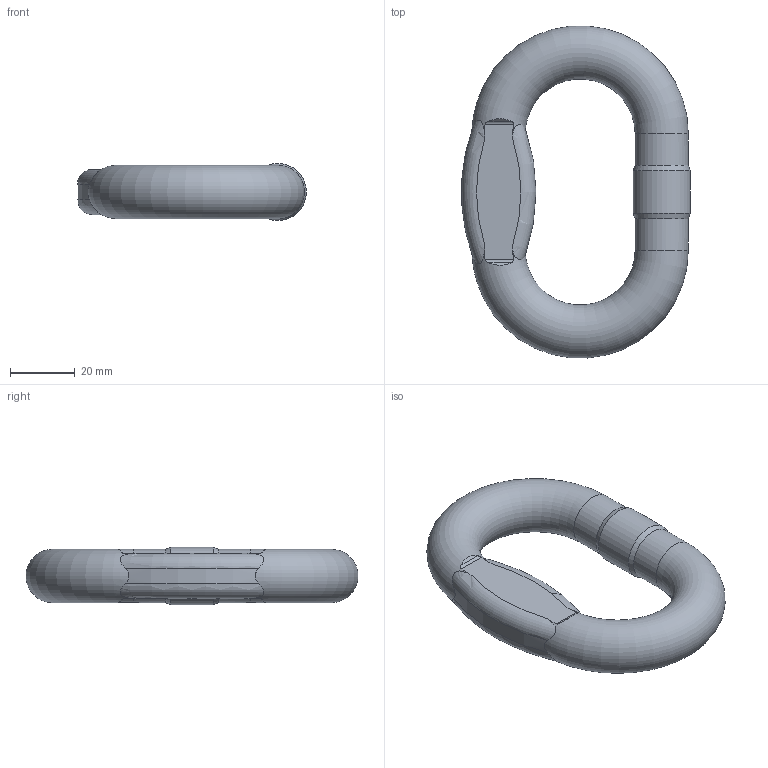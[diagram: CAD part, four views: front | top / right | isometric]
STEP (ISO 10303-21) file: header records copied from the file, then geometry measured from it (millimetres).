
FILE_DESCRIPTION(/* description */ (''),/* implementation_level */ '2;1');
FILE_NAME(/* name */ 'B8W 16',/* time_stamp */ '2007-09-14T12:51:45+02:00',/* author */ (''),/* organization */ (''),/* preprocessor_version */ 'ST-DEVELOPER v9',/* originating_system */ 'UGS - NX 4.0',/* authorisation */ '');
FILE_SCHEMA (('AUTOMOTIVE_DESIGN { 1 0 10303 214 1 1 1 1 }'));
Length unit declared in the file: millimetre
Products named in the file (1): ritBF0Bcf4n
Bounding box: 70.85 x 102.85 x 17.74 mm (x, y, z)
Volume: 52092.3 mm3; surface area: 12441.9 mm2
Topology: 1 solids, 1 shells, 31 faces, 93 edges, 62 vertices
Faces by surface type: cylinder 17, torus 6, plane 6, cone 2
Full cylindrical faces by diameter (mm): 16.5 x2, 17.738 x1
Entity records: 1244 total; most frequent: CARTESIAN_POINT 474, ORIENTED_EDGE 164, DIRECTION 140, EDGE_CURVE 82, AXIS2_PLACEMENT_3D 62, VERTEX_POINT 58, EDGE_LOOP 38, B_SPLINE_CURVE_WITH_KNOTS 36
